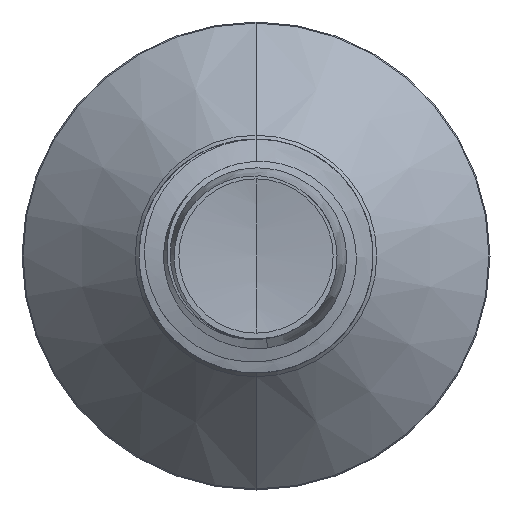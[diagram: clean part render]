
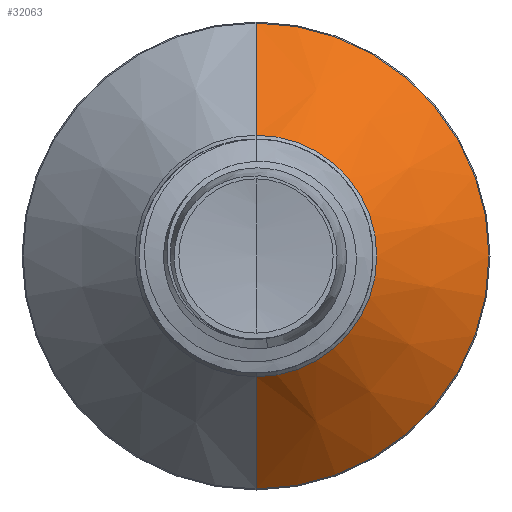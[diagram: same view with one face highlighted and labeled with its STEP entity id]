
A CAD part, front view. The second image highlights one B-rep face of the part: STEP entity #32063.
In plain terms, the highlighted conical face has half-angle 45 degrees and reference radius 4.129 mm.
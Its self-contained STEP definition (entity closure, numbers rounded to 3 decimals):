
#150 = CARTESIAN_POINT ( 'NONE',  ( 0., 22.679, -4.129 ) ) ;
#413 = DIRECTION ( 'NONE',  ( 0., 0., 1. ) ) ;
#545 = DIRECTION ( 'NONE',  ( 0., 0.707, 0.707 ) ) ;
#906 = AXIS2_PLACEMENT_3D ( 'NONE', #31324, #33539, #15283 ) ;
#4039 = AXIS2_PLACEMENT_3D ( 'NONE', #33689, #18345, #413 ) ;
#4152 = AXIS2_PLACEMENT_3D ( 'NONE', #9623, #29149, #12649 ) ;
#5971 = EDGE_CURVE ( 'NONE', #35111, #6092, #13210, .T. ) ;
#6092 = VERTEX_POINT ( 'NONE', #20542 ) ;
#8321 = ORIENTED_EDGE ( 'NONE', *, *, #22481, .F. ) ;
#9623 = CARTESIAN_POINT ( 'NONE',  ( 0., 26.515, 0. ) ) ;
#9763 = FACE_OUTER_BOUND ( 'NONE', #10530, .T. ) ;
#10530 = EDGE_LOOP ( 'NONE', ( #26617, #21230, #22222, #8321 ) ) ;
#12649 = DIRECTION ( 'NONE',  ( 0., 0., 1. ) ) ;
#12693 = DIRECTION ( 'NONE',  ( 0., 0.707, -0.707 ) ) ;
#12973 = CARTESIAN_POINT ( 'NONE',  ( 0., 26.515, 7.965 ) ) ;
#13210 = LINE ( 'NONE', #150, #33575 ) ;
#13584 = CIRCLE ( 'NONE', #4152, 7.965 ) ;
#15283 = DIRECTION ( 'NONE',  ( 0., 0., 1. ) ) ;
#15817 = CARTESIAN_POINT ( 'NONE',  ( 0., 22.679, -4.129 ) ) ;
#17957 = CARTESIAN_POINT ( 'NONE',  ( 0., 22.679, 4.129 ) ) ;
#18345 = DIRECTION ( 'NONE',  ( 0., 1., 0. ) ) ;
#20542 = CARTESIAN_POINT ( 'NONE',  ( 0., 26.515, -7.965 ) ) ;
#21188 = CARTESIAN_POINT ( 'NONE',  ( 0., 22.679, 4.129 ) ) ;
#21230 = ORIENTED_EDGE ( 'NONE', *, *, #5971, .T. ) ;
#22222 = ORIENTED_EDGE ( 'NONE', *, *, #22533, .F. ) ;
#22380 = EDGE_CURVE ( 'NONE', #27557, #35111, #28280, .T. ) ;
#22481 = EDGE_CURVE ( 'NONE', #27557, #34620, #33853, .T. ) ;
#22533 = EDGE_CURVE ( 'NONE', #34620, #6092, #13584, .T. ) ;
#26617 = ORIENTED_EDGE ( 'NONE', *, *, #22380, .T. ) ;
#27499 = VECTOR ( 'NONE', #545, 1000. ) ;
#27557 = VERTEX_POINT ( 'NONE', #17957 ) ;
#28280 = CIRCLE ( 'NONE', #4039, 4.129 ) ;
#29149 = DIRECTION ( 'NONE',  ( 0., 1., 0. ) ) ;
#30164 = CONICAL_SURFACE ( 'NONE', #906, 4.129, 0.785 ) ;
#31324 = CARTESIAN_POINT ( 'NONE',  ( 0., 22.679, 0. ) ) ;
#32063 = ADVANCED_FACE ( 'NONE', ( #9763 ), #30164, .T. ) ;
#33539 = DIRECTION ( 'NONE',  ( 0., 1., 0. ) ) ;
#33575 = VECTOR ( 'NONE', #12693, 1000. ) ;
#33689 = CARTESIAN_POINT ( 'NONE',  ( 0., 22.679, 0. ) ) ;
#33853 = LINE ( 'NONE', #21188, #27499 ) ;
#34620 = VERTEX_POINT ( 'NONE', #12973 ) ;
#35111 = VERTEX_POINT ( 'NONE', #15817 ) ;
